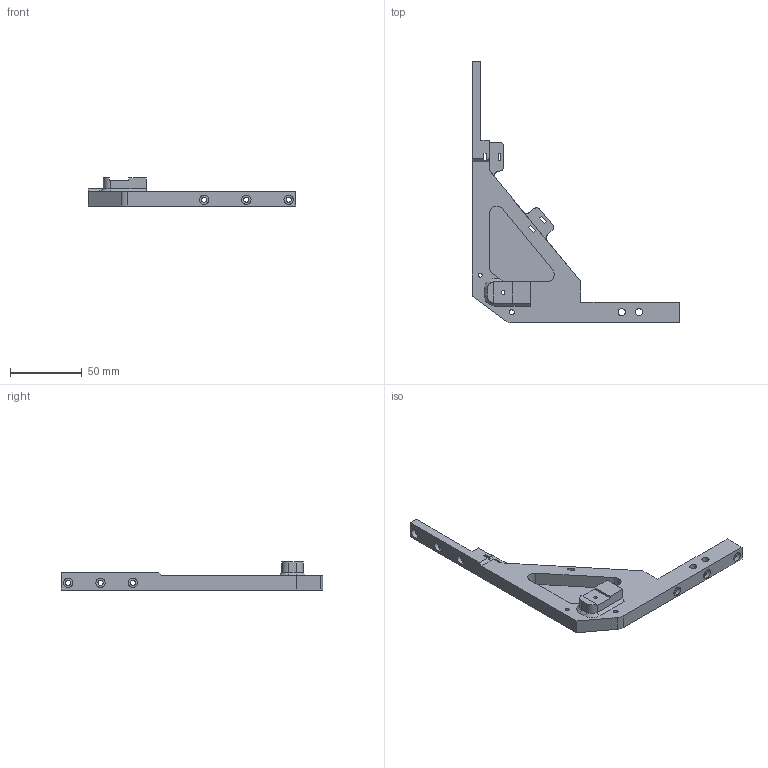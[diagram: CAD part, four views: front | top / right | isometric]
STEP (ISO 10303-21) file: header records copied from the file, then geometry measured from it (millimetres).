
FILE_DESCRIPTION (( 'STEP AP203' ), '1' );
FILE_NAME ('build platform-SW.STEP', '2019-01-01T17:53:36', ( '' ), ( '' ), 'SwSTEP 2.0', 'SolidWorks 2018', '' );
FILE_SCHEMA (( 'CONFIG_CONTROL_DESIGN' ));
Length unit declared in the file: millimetre
Products named in the file (1): build platform-SW
Bounding box: 144.4 x 182.21 x 19.5 mm (x, y, z)
Volume: 59293.1 mm3; surface area: 24841.2 mm2
Topology: 1 solids, 1 shells, 111 faces, 305 edges, 202 vertices
Faces by surface type: plane 61, cylinder 48, cone 2
Entity records: 3683 total; most frequent: DIRECTION 627, CARTESIAN_POINT 622, ORIENTED_EDGE 610, EDGE_CURVE 305, AXIS2_PLACEMENT_3D 211, LINE 205, VECTOR 205, VERTEX_POINT 202
